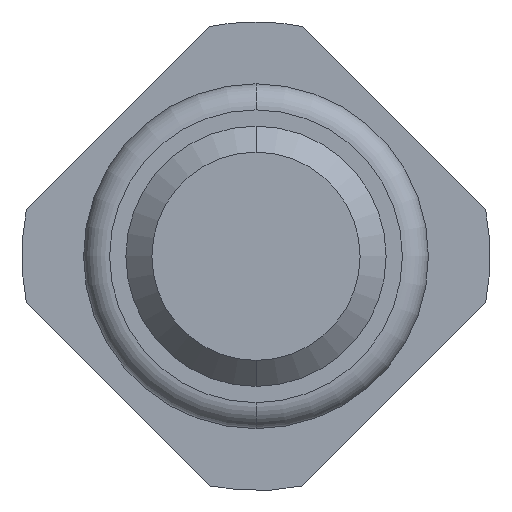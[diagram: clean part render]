
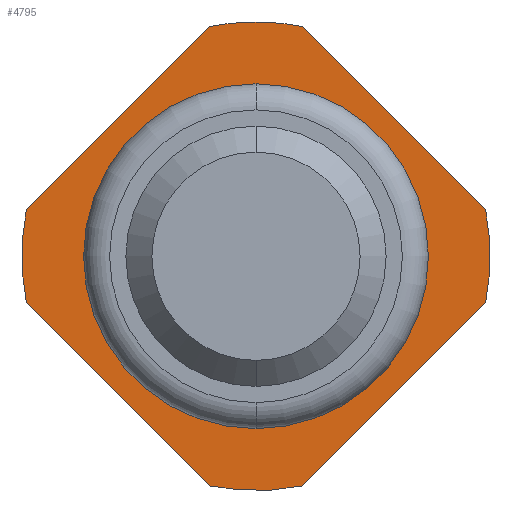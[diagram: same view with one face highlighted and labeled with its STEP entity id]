
A CAD part, front view. The second image highlights one B-rep face of the part: STEP entity #4795.
In plain terms, the highlighted planar face has unit normal (0, -1, 0).
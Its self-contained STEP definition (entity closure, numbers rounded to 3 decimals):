
#84 = CARTESIAN_POINT ( 'NONE',  ( 1.8, -2., 0. ) ) ;
#112 = AXIS2_PLACEMENT_3D ( 'NONE', #1041, #2250, #1056 ) ;
#123 = ORIENTED_EDGE ( 'NONE', *, *, #5024, .F. ) ;
#232 = EDGE_CURVE ( 'Defeature ausgef�hrt2_15+Defeature ausgef�hrt2_0+Defeature ausgef�hrt2_1+Defeature ausgef�hrt2_4', #813, #796, #444, .T. ) ;
#351 = VERTEX_POINT ( 'NONE', #4932 ) ;
#405 = CARTESIAN_POINT ( 'NONE',  ( 0., -2., 0. ) ) ;
#444 = LINE ( 'NONE', #520, #696 ) ;
#448 = CARTESIAN_POINT ( 'NONE',  ( -0.161, -2., -1.961 ) ) ;
#455 = DIRECTION ( 'NONE',  ( 0., 1., 0. ) ) ;
#457 = AXIS2_PLACEMENT_3D ( 'NONE', #1321, #876, #2489 ) ;
#520 = CARTESIAN_POINT ( 'NONE',  ( 1.961, -2., -0.161 ) ) ;
#573 = CIRCLE ( 'NONE', #457, 1.325 ) ;
#589 = CARTESIAN_POINT ( 'NONE',  ( 0., -2., 0. ) ) ;
#610 = DIRECTION ( 'NONE',  ( 0., 0., 1. ) ) ;
#676 = AXIS2_PLACEMENT_3D ( 'NONE', #589, #1412, #610 ) ;
#688 = EDGE_CURVE ( 'Defeature ausgef�hrt2_0+Defeature ausgef�hrt2_12+Defeature ausgef�hrt2_12+Defeature ausgef�hrt2_12', #3101, #351, #573, .T. ) ;
#696 = VECTOR ( 'NONE', #3264, 1000. ) ;
#697 = VECTOR ( 'NONE', #4840, 1000. ) ;
#796 = VERTEX_POINT ( 'NONE', #3662 ) ;
#813 = VERTEX_POINT ( 'NONE', #2506 ) ;
#829 = AXIS2_PLACEMENT_3D ( 'NONE', #3465, #4679, #1961 ) ;
#859 = CARTESIAN_POINT ( 'NONE',  ( -0.357, -2., -1.764 ) ) ;
#860 = DIRECTION ( 'NONE',  ( 0., 1., 0. ) ) ;
#872 = DIRECTION ( 'NONE',  ( 0., 0., 1. ) ) ;
#876 = DIRECTION ( 'NONE',  ( 0., 1., 0. ) ) ;
#943 = EDGE_CURVE ( 'Defeature ausgef�hrt2_17+Defeature ausgef�hrt2_0+Defeature ausgef�hrt2_3+Defeature ausgef�hrt2_2', #3656, #1122, #3636, .T. ) ;
#1041 = CARTESIAN_POINT ( 'NONE',  ( 0., -2., 0. ) ) ;
#1056 = DIRECTION ( 'NONE',  ( 0., 0., 1. ) ) ;
#1062 = VECTOR ( 'NONE', #2387, 1000. ) ;
#1122 = VERTEX_POINT ( 'NONE', #3250 ) ;
#1160 = EDGE_CURVE ( 'Defeature ausgef�hrt2_3+Defeature ausgef�hrt2_0+Defeature ausgef�hrt2_16+Defeature ausgef�hrt2_17', #2080, #3656, #2239, .T. ) ;
#1269 = EDGE_CURVE ( 'Defeature ausgef�hrt2_2+Defeature ausgef�hrt2_0+Defeature ausgef�hrt2_17+Defeature ausgef�hrt2_18', #1122, #3353, #1928, .T. ) ;
#1278 = ORIENTED_EDGE ( 'NONE', *, *, #3275, .F. ) ;
#1321 = CARTESIAN_POINT ( 'NONE',  ( 0., -2., 0. ) ) ;
#1336 = ORIENTED_EDGE ( 'NONE', *, *, #4439, .T. ) ;
#1412 = DIRECTION ( 'NONE',  ( 0., 1., 0. ) ) ;
#1435 = EDGE_CURVE ( 'Defeature ausgef�hrt2_16+Defeature ausgef�hrt2_0+Defeature ausgef�hrt2_4+Defeature ausgef�hrt2_3', #4464, #2080, #4573, .T. ) ;
#1553 = ORIENTED_EDGE ( 'NONE', *, *, #1160, .F. ) ;
#1656 = CIRCLE ( 'NONE', #1921, 1.8 ) ;
#1747 = CARTESIAN_POINT ( 'NONE',  ( -1.764, -2., -0.357 ) ) ;
#1808 = DIRECTION ( 'NONE',  ( 0., 1., 0. ) ) ;
#1921 = AXIS2_PLACEMENT_3D ( 'NONE', #4579, #1808, #4192 ) ;
#1928 = CIRCLE ( 'NONE', #829, 1.8 ) ;
#1956 = EDGE_CURVE ( 'Defeature ausgef�hrt2_18+Defeature ausgef�hrt2_0+Defeature ausgef�hrt2_2+Defeature ausgef�hrt2_1', #3142, #3239, #2178, .T. ) ;
#1961 = DIRECTION ( 'NONE',  ( 0., 0., 1. ) ) ;
#2030 = CIRCLE ( 'NONE', #676, 1.8 ) ;
#2051 = ORIENTED_EDGE ( 'NONE', *, *, #232, .F. ) ;
#2080 = VERTEX_POINT ( 'NONE', #1747 ) ;
#2089 = CARTESIAN_POINT ( 'NONE',  ( 1.961, -2., 0.161 ) ) ;
#2178 = LINE ( 'NONE', #2089, #697 ) ;
#2183 = CIRCLE ( 'NONE', #4621, 1.8 ) ;
#2239 = CIRCLE ( 'NONE', #112, 1.8 ) ;
#2250 = DIRECTION ( 'NONE',  ( 0., 1., 0. ) ) ;
#2387 = DIRECTION ( 'NONE',  ( -0.707, 0., 0.707 ) ) ;
#2388 = PLANE ( 'NONE',  #3916 ) ;
#2407 = ORIENTED_EDGE ( 'NONE', *, *, #1435, .F. ) ;
#2489 = DIRECTION ( 'NONE',  ( 0., 0., 1. ) ) ;
#2506 = CARTESIAN_POINT ( 'NONE',  ( 1.764, -2., -0.357 ) ) ;
#2550 = ORIENTED_EDGE ( 'NONE', *, *, #5055, .F. ) ;
#2818 = CARTESIAN_POINT ( 'NONE',  ( 0., -2., 0. ) ) ;
#2965 = ORIENTED_EDGE ( 'NONE', *, *, #943, .F. ) ;
#3101 = VERTEX_POINT ( 'NONE', #4978 ) ;
#3142 = VERTEX_POINT ( 'NONE', #3768 ) ;
#3205 = DIRECTION ( 'NONE',  ( 0., 0., 1. ) ) ;
#3234 = DIRECTION ( 'NONE',  ( 0., 1., 0. ) ) ;
#3239 = VERTEX_POINT ( 'NONE', #4365 ) ;
#3250 = CARTESIAN_POINT ( 'NONE',  ( -0.357, -2., 1.764 ) ) ;
#3264 = DIRECTION ( 'NONE',  ( -0.707, 0., -0.707 ) ) ;
#3275 = EDGE_CURVE ( 'Defeature ausgef�hrt2_2+Defeature ausgef�hrt2_0+Defeature ausgef�hrt2_17+Defeature ausgef�hrt2_18', #3353, #3142, #2183, .T. ) ;
#3318 = ORIENTED_EDGE ( 'NONE', *, *, #1956, .F. ) ;
#3353 = VERTEX_POINT ( 'NONE', #3711 ) ;
#3465 = CARTESIAN_POINT ( 'NONE',  ( 0., -2., 0. ) ) ;
#3497 = CARTESIAN_POINT ( 'NONE',  ( -0.161, -2., 1.961 ) ) ;
#3534 = CARTESIAN_POINT ( 'NONE',  ( -1.764, -2., 0.357 ) ) ;
#3636 = LINE ( 'NONE', #3497, #4014 ) ;
#3656 = VERTEX_POINT ( 'NONE', #3534 ) ;
#3662 = CARTESIAN_POINT ( 'NONE',  ( 0.357, -2., -1.764 ) ) ;
#3711 = CARTESIAN_POINT ( 'NONE',  ( 0., -2., 1.8 ) ) ;
#3768 = CARTESIAN_POINT ( 'NONE',  ( 0.357, -2., 1.764 ) ) ;
#3906 = DIRECTION ( 'NONE',  ( 0.707, 0., 0.707 ) ) ;
#3916 = AXIS2_PLACEMENT_3D ( 'NONE', #84, #3234, #872 ) ;
#4014 = VECTOR ( 'NONE', #3906, 1000. ) ;
#4184 = CIRCLE ( 'NONE', #4891, 1.325 ) ;
#4192 = DIRECTION ( 'NONE',  ( 0., 0., 1. ) ) ;
#4365 = CARTESIAN_POINT ( 'NONE',  ( 1.764, -2., 0.357 ) ) ;
#4403 = DIRECTION ( 'NONE',  ( 0., 0., 1. ) ) ;
#4439 = EDGE_CURVE ( 'Defeature ausgef�hrt2_0+Defeature ausgef�hrt2_12+Defeature ausgef�hrt2_12+Defeature ausgef�hrt2_12', #351, #3101, #4184, .T. ) ;
#4464 = VERTEX_POINT ( 'NONE', #859 ) ;
#4538 = EDGE_LOOP ( 'NONE', ( #4875, #1336 ) ) ;
#4573 = LINE ( 'NONE', #448, #1062 ) ;
#4579 = CARTESIAN_POINT ( 'NONE',  ( 0., -2., 0. ) ) ;
#4621 = AXIS2_PLACEMENT_3D ( 'NONE', #405, #860, #4403 ) ;
#4667 = EDGE_LOOP ( 'NONE', ( #3318, #1278, #4997, #2965, #1553, #2407, #2550, #2051, #123 ) ) ;
#4679 = DIRECTION ( 'NONE',  ( 0., 1., 0. ) ) ;
#4795 = ADVANCED_FACE ( 'Defeature ausgef�hrt2_0', ( #5041, #4810 ), #2388, .F. ) ;
#4810 = FACE_OUTER_BOUND ( 'NONE', #4667, .T. ) ;
#4840 = DIRECTION ( 'NONE',  ( 0.707, 0., -0.707 ) ) ;
#4875 = ORIENTED_EDGE ( 'NONE', *, *, #688, .T. ) ;
#4891 = AXIS2_PLACEMENT_3D ( 'NONE', #2818, #455, #3205 ) ;
#4932 = CARTESIAN_POINT ( 'NONE',  ( 0., -2., -1.325 ) ) ;
#4978 = CARTESIAN_POINT ( 'NONE',  ( 0., -2., 1.325 ) ) ;
#4997 = ORIENTED_EDGE ( 'NONE', *, *, #1269, .F. ) ;
#5024 = EDGE_CURVE ( 'Defeature ausgef�hrt2_1+Defeature ausgef�hrt2_0+Defeature ausgef�hrt2_18+Defeature ausgef�hrt2_15', #3239, #813, #2030, .T. ) ;
#5041 = FACE_BOUND ( 'NONE', #4538, .T. ) ;
#5055 = EDGE_CURVE ( 'Defeature ausgef�hrt2_4+Defeature ausgef�hrt2_0+Defeature ausgef�hrt2_15+Defeature ausgef�hrt2_16', #796, #4464, #1656, .T. ) ;
